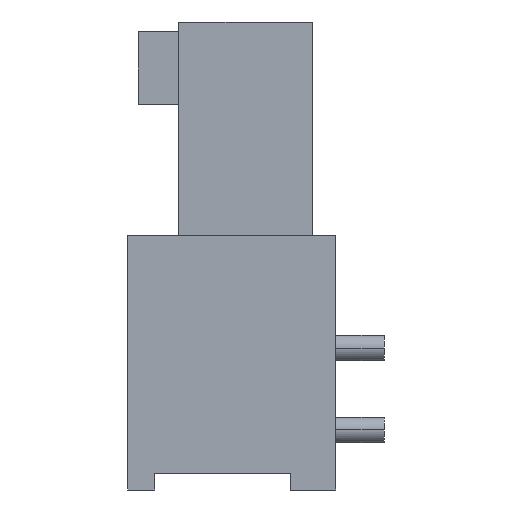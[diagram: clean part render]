
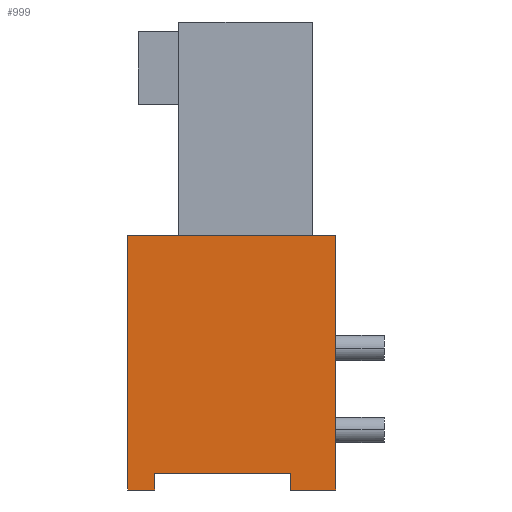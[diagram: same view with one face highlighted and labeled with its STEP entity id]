
A CAD part, left-side view. The second image highlights one B-rep face of the part: STEP entity #999.
In plain terms, the highlighted planar face has unit normal (-1, 0, 0).
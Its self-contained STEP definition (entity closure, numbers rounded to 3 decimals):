
#947=AXIS2_PLACEMENT_3D('Plane Axis2P3D',#944,#945,#946) ;
#49=CARTESIAN_POINT('Vertex',(0.,1.5,7.9)) ;
#52=CARTESIAN_POINT('Line Origine',(0.,1.5,3.95)) ;
#56=CARTESIAN_POINT('Vertex',(0.,1.5,0.)) ;
#169=CARTESIAN_POINT('Vertex',(0.,7.95,7.9)) ;
#172=CARTESIAN_POINT('Line Origine',(0.,4.725,7.9)) ;
#944=CARTESIAN_POINT('Axis2P3D Location',(0.,7.95,7.9)) ;
#949=CARTESIAN_POINT('Line Origine',(0.,7.11,0.25)) ;
#953=CARTESIAN_POINT('Vertex',(0.,7.11,0.5)) ;
#955=CARTESIAN_POINT('Vertex',(0.,7.11,0.)) ;
#958=CARTESIAN_POINT('Line Origine',(0.,5.001,0.5)) ;
#962=CARTESIAN_POINT('Vertex',(0.,2.893,0.5)) ;
#965=CARTESIAN_POINT('Line Origine',(0.,2.893,0.25)) ;
#969=CARTESIAN_POINT('Vertex',(0.,2.893,0.)) ;
#972=CARTESIAN_POINT('Line Origine',(0.,2.196,0.)) ;
#977=CARTESIAN_POINT('Line Origine',(0.,7.95,3.95)) ;
#981=CARTESIAN_POINT('Vertex',(0.,7.95,0.)) ;
#984=CARTESIAN_POINT('Line Origine',(0.,7.53,0.)) ;
#53=DIRECTION('Vector Direction',(0.,0.,-1.)) ;
#173=DIRECTION('Vector Direction',(0.,-1.,0.)) ;
#945=DIRECTION('Axis2P3D Direction',(1.,0.,0.)) ;
#946=DIRECTION('Axis2P3D XDirection',(0.,-1.,0.)) ;
#950=DIRECTION('Vector Direction',(0.,0.,-1.)) ;
#959=DIRECTION('Vector Direction',(0.,1.,0.)) ;
#966=DIRECTION('Vector Direction',(0.,0.,-1.)) ;
#973=DIRECTION('Vector Direction',(0.,-1.,0.)) ;
#978=DIRECTION('Vector Direction',(0.,0.,-1.)) ;
#985=DIRECTION('Vector Direction',(0.,-1.,0.)) ;
#54=VECTOR('Line Direction',#53,1.) ;
#174=VECTOR('Line Direction',#173,1.) ;
#951=VECTOR('Line Direction',#950,1.) ;
#960=VECTOR('Line Direction',#959,1.) ;
#967=VECTOR('Line Direction',#966,1.) ;
#974=VECTOR('Line Direction',#973,1.) ;
#979=VECTOR('Line Direction',#978,1.) ;
#986=VECTOR('Line Direction',#985,1.) ;
#990=ORIENTED_EDGE('',*,*,#957,.F.) ;
#991=ORIENTED_EDGE('',*,*,#964,.F.) ;
#992=ORIENTED_EDGE('',*,*,#971,.T.) ;
#993=ORIENTED_EDGE('',*,*,#976,.T.) ;
#994=ORIENTED_EDGE('',*,*,#58,.F.) ;
#995=ORIENTED_EDGE('',*,*,#176,.F.) ;
#996=ORIENTED_EDGE('',*,*,#983,.T.) ;
#997=ORIENTED_EDGE('',*,*,#988,.T.) ;
#999=ADVANCED_FACE('HOUSING',(#998),#948,.F.) ;
#58=EDGE_CURVE('',#50,#57,#55,.T.) ;
#176=EDGE_CURVE('',#170,#50,#175,.T.) ;
#957=EDGE_CURVE('',#954,#956,#952,.T.) ;
#964=EDGE_CURVE('',#963,#954,#961,.T.) ;
#971=EDGE_CURVE('',#963,#970,#968,.T.) ;
#976=EDGE_CURVE('',#970,#57,#975,.T.) ;
#983=EDGE_CURVE('',#170,#982,#980,.T.) ;
#988=EDGE_CURVE('',#982,#956,#987,.T.) ;
#989=EDGE_LOOP('',(#990,#991,#992,#993,#994,#995,#996,#997)) ;
#998=FACE_OUTER_BOUND('',#989,.T.) ;
#55=LINE('Line',#52,#54) ;
#175=LINE('Line',#172,#174) ;
#952=LINE('Line',#949,#951) ;
#961=LINE('Line',#958,#960) ;
#968=LINE('Line',#965,#967) ;
#975=LINE('Line',#972,#974) ;
#980=LINE('Line',#977,#979) ;
#987=LINE('Line',#984,#986) ;
#948=PLANE('',#947) ;
#50=VERTEX_POINT('',#49) ;
#57=VERTEX_POINT('',#56) ;
#170=VERTEX_POINT('',#169) ;
#954=VERTEX_POINT('',#953) ;
#956=VERTEX_POINT('',#955) ;
#963=VERTEX_POINT('',#962) ;
#970=VERTEX_POINT('',#969) ;
#982=VERTEX_POINT('',#981) ;
